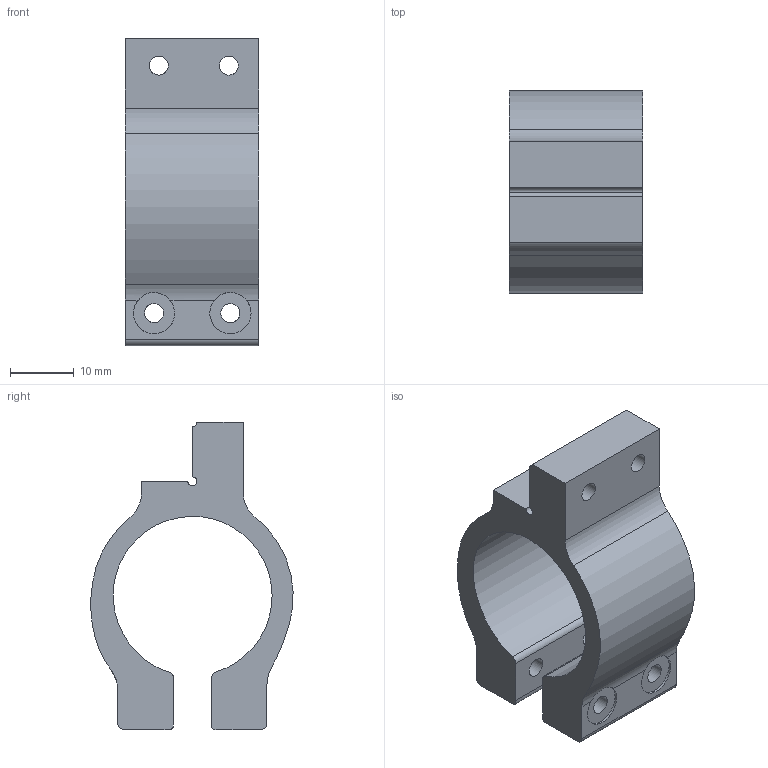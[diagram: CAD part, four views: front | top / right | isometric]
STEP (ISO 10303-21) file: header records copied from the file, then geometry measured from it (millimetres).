
FILE_DESCRIPTION(/* description */ (''),/* implementation_level */ '2;1');
FILE_NAME(/* name */ 'ArchHolderLower',/* time_stamp */ '2025-04-22T18:11:27+03:00',/* author */ (''),/* organization */ (''),/* preprocessor_version */ 'ST-DEVELOPER v16.5',/* originating_system */ 'Rhino 7.23',/* authorisation */ '');
FILE_SCHEMA (('CONFIG_CONTROL_DESIGN'));
Length unit declared in the file: millimetre
Products named in the file (1): Document
Bounding box: 20.93 x 31.76 x 48.28 mm (x, y, z)
Volume: 10789.7 mm3; surface area: 6235 mm2
Topology: 1 solids, 1 shells, 42 faces, 120 edges, 80 vertices
Faces by surface type: cylinder 18, plane 17, bspline 7
Full cylindrical faces by diameter (mm): 3 x6, 6.473 x4
Entity records: 1872 total; most frequent: CARTESIAN_POINT 1081, ORIENTED_EDGE 240, EDGE_CURVE 120, VERTEX_POINT 80, EDGE_LOOP 54, ADVANCED_FACE 42, FACE_OUTER_BOUND 42, DIRECTION 39
